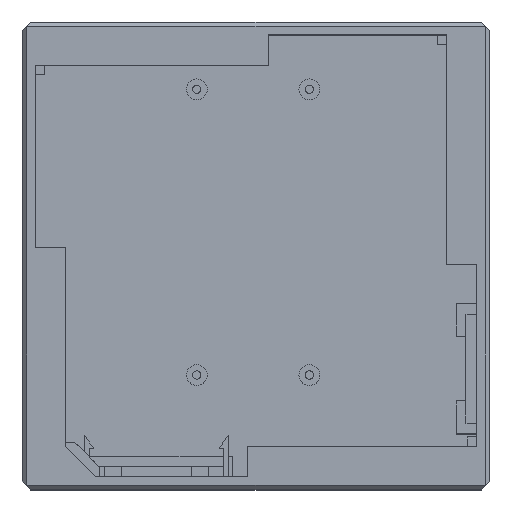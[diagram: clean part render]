
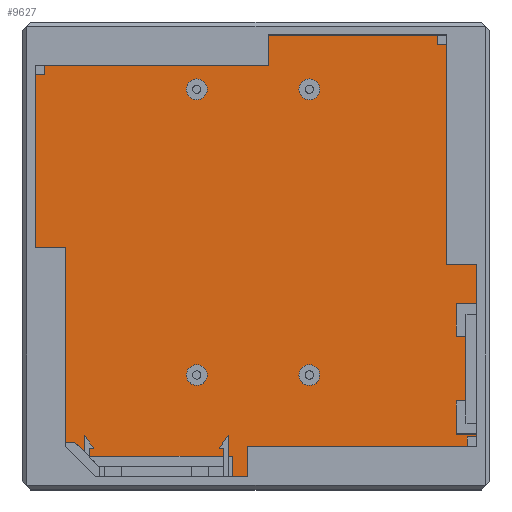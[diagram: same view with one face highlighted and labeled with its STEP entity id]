
A CAD part, top view. The second image highlights one B-rep face of the part: STEP entity #9627.
In plain terms, the highlighted planar face has unit normal (0, 0, 1).
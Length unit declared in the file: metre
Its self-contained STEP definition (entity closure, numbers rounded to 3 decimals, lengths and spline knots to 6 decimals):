
#309=CIRCLE('',#10181,0.0024);
#310=CIRCLE('',#10182,0.0024);
#311=CIRCLE('',#10183,0.0024);
#312=CIRCLE('',#10184,0.0024);
#880=ORIENTED_EDGE('',*,*,#3687,.F.);
#881=ORIENTED_EDGE('',*,*,#3688,.F.);
#882=ORIENTED_EDGE('',*,*,#3689,.F.);
#883=ORIENTED_EDGE('',*,*,#3690,.F.);
#884=ORIENTED_EDGE('',*,*,#3691,.T.);
#885=ORIENTED_EDGE('',*,*,#3692,.T.);
#886=ORIENTED_EDGE('',*,*,#3308,.T.);
#887=ORIENTED_EDGE('',*,*,#3537,.T.);
#888=ORIENTED_EDGE('',*,*,#3456,.T.);
#889=ORIENTED_EDGE('',*,*,#3533,.T.);
#890=ORIENTED_EDGE('',*,*,#3539,.T.);
#891=ORIENTED_EDGE('',*,*,#3444,.T.);
#892=ORIENTED_EDGE('',*,*,#3527,.F.);
#893=ORIENTED_EDGE('',*,*,#3541,.T.);
#894=ORIENTED_EDGE('',*,*,#3478,.T.);
#895=ORIENTED_EDGE('',*,*,#3489,.F.);
#896=ORIENTED_EDGE('',*,*,#3535,.T.);
#897=ORIENTED_EDGE('',*,*,#3467,.T.);
#898=ORIENTED_EDGE('',*,*,#3316,.T.);
#899=ORIENTED_EDGE('',*,*,#3693,.T.);
#3308=EDGE_CURVE('',#4736,#4737,#5694,.T.);
#3316=EDGE_CURVE('',#4745,#4744,#5702,.T.);
#3444=EDGE_CURVE('',#4861,#4860,#5830,.T.);
#3456=EDGE_CURVE('',#4873,#4872,#5842,.T.);
#3467=EDGE_CURVE('',#4883,#4745,#5853,.T.);
#3478=EDGE_CURVE('',#4893,#4892,#5864,.T.);
#3489=EDGE_CURVE('',#4902,#4892,#5875,.T.);
#3527=EDGE_CURVE('',#4938,#4860,#5913,.T.);
#3533=EDGE_CURVE('',#4872,#4942,#5919,.T.);
#3535=EDGE_CURVE('',#4902,#4883,#5921,.T.);
#3537=EDGE_CURVE('',#4737,#4873,#5923,.T.);
#3539=EDGE_CURVE('',#4942,#4861,#5925,.T.);
#3541=EDGE_CURVE('',#4938,#4893,#5927,.T.);
#3687=EDGE_CURVE('',#5068,#5068,#309,.T.);
#3688=EDGE_CURVE('',#5069,#5069,#310,.T.);
#3689=EDGE_CURVE('',#5070,#5070,#311,.T.);
#3690=EDGE_CURVE('',#5071,#5071,#312,.T.);
#3691=EDGE_CURVE('',#5072,#5073,#6065,.F.);
#3692=EDGE_CURVE('',#5073,#4736,#6066,.T.);
#3693=EDGE_CURVE('',#4744,#5072,#6067,.T.);
#4736=VERTEX_POINT('',#13102);
#4737=VERTEX_POINT('',#13103);
#4744=VERTEX_POINT('',#13117);
#4745=VERTEX_POINT('',#13119);
#4860=VERTEX_POINT('',#13373);
#4861=VERTEX_POINT('',#13375);
#4872=VERTEX_POINT('',#13398);
#4873=VERTEX_POINT('',#13400);
#4883=VERTEX_POINT('',#13422);
#4892=VERTEX_POINT('',#13442);
#4893=VERTEX_POINT('',#13444);
#4902=VERTEX_POINT('',#13464);
#4938=VERTEX_POINT('',#13539);
#4942=VERTEX_POINT('',#13550);
#5068=VERTEX_POINT('',#13859);
#5069=VERTEX_POINT('',#13861);
#5070=VERTEX_POINT('',#13863);
#5071=VERTEX_POINT('',#13865);
#5072=VERTEX_POINT('',#13867);
#5073=VERTEX_POINT('',#13868);
#5694=LINE('',#13101,#6834);
#5702=LINE('',#13118,#6842);
#5830=LINE('',#13374,#6970);
#5842=LINE('',#13399,#6982);
#5853=LINE('',#13421,#6993);
#5864=LINE('',#13443,#7004);
#5875=LINE('',#13465,#7015);
#5913=LINE('',#13540,#7053);
#5919=LINE('',#13551,#7059);
#5921=LINE('',#13554,#7061);
#5923=LINE('',#13557,#7063);
#5925=LINE('',#13560,#7065);
#5927=LINE('',#13563,#7067);
#6065=LINE('',#13866,#7205);
#6066=LINE('',#13869,#7206);
#6067=LINE('',#13870,#7207);
#6834=VECTOR('',#10753,1.);
#6842=VECTOR('',#10761,1.);
#6970=VECTOR('',#10913,1.);
#6982=VECTOR('',#10927,1.);
#6993=VECTOR('',#10940,1.);
#7004=VECTOR('',#10953,1.);
#7015=VECTOR('',#10966,1.);
#7053=VECTOR('',#11006,1.);
#7059=VECTOR('',#11014,1.);
#7061=VECTOR('',#11018,1.);
#7063=VECTOR('',#11022,1.);
#7065=VECTOR('',#11026,1.);
#7067=VECTOR('',#11030,1.);
#7205=VECTOR('',#11210,1.);
#7206=VECTOR('',#11211,1.);
#7207=VECTOR('',#11212,1.);
#8024=EDGE_LOOP('',(#880));
#8025=EDGE_LOOP('',(#881));
#8026=EDGE_LOOP('',(#882));
#8027=EDGE_LOOP('',(#883));
#8028=EDGE_LOOP('',(#884,#885,#886,#887,#888,#889,#890,#891,#892,#893,#894,
#895,#896,#897,#898,#899));
#8640=FACE_BOUND('',#8024,.T.);
#8641=FACE_BOUND('',#8025,.T.);
#8642=FACE_BOUND('',#8026,.T.);
#8643=FACE_BOUND('',#8027,.T.);
#8644=FACE_BOUND('',#8028,.T.);
#9234=PLANE('',#10180);
#9627=ADVANCED_FACE('',(#8640,#8641,#8642,#8643,#8644),#9234,.T.);
#10180=AXIS2_PLACEMENT_3D('',#13857,#11200,#11201);
#10181=AXIS2_PLACEMENT_3D('',#13858,#11202,#11203);
#10182=AXIS2_PLACEMENT_3D('',#13860,#11204,#11205);
#10183=AXIS2_PLACEMENT_3D('',#13862,#11206,#11207);
#10184=AXIS2_PLACEMENT_3D('',#13864,#11208,#11209);
#10753=DIRECTION('',(0.,1.,0.));
#10761=DIRECTION('',(0.,1.,0.));
#10913=DIRECTION('',(-1.,0.,0.));
#10927=DIRECTION('',(0.,1.,0.));
#10940=DIRECTION('',(1.,0.,0.));
#10953=DIRECTION('',(0.,-1.,0.));
#10966=DIRECTION('',(-1.,0.,0.));
#11006=DIRECTION('',(0.,1.,0.));
#11014=DIRECTION('',(-1.,0.,0.));
#11018=DIRECTION('',(0.,1.,0.));
#11022=DIRECTION('',(-1.,0.,0.));
#11026=DIRECTION('',(0.,-1.,0.));
#11030=DIRECTION('',(1.,0.,0.));
#11200=DIRECTION('',(0.,0.,1.));
#11201=DIRECTION('',(1.,0.,0.));
#11202=DIRECTION('',(0.,0.,1.));
#11203=DIRECTION('',(1.,0.,0.));
#11204=DIRECTION('',(0.,0.,1.));
#11205=DIRECTION('',(1.,0.,0.));
#11206=DIRECTION('',(0.,0.,1.));
#11207=DIRECTION('',(1.,0.,0.));
#11208=DIRECTION('',(0.,0.,1.));
#11209=DIRECTION('',(1.,0.,0.));
#11210=DIRECTION('',(0.,-1.,0.));
#11211=DIRECTION('',(1.,0.,0.));
#11212=DIRECTION('',(-1.,0.,0.));
#13101=CARTESIAN_POINT('',(0.051,0.,0.003));
#13102=CARTESIAN_POINT('',(0.051,-0.010925,0.003));
#13103=CARTESIAN_POINT('',(0.051,-0.002,0.003));
#13117=CARTESIAN_POINT('',(0.051,-0.041075,0.003));
#13118=CARTESIAN_POINT('',(0.051,0.,0.003));
#13119=CARTESIAN_POINT('',(0.051,-0.044,0.003));
#13373=CARTESIAN_POINT('',(-0.051,0.044,0.003));
#13374=CARTESIAN_POINT('',(0.,0.044,0.003));
#13375=CARTESIAN_POINT('',(0.002881,0.044,0.003));
#13398=CARTESIAN_POINT('',(0.044,0.051,0.003));
#13399=CARTESIAN_POINT('',(0.044,0.,0.003));
#13400=CARTESIAN_POINT('',(0.044,-0.002,0.003));
#13421=CARTESIAN_POINT('',(0.,-0.044,0.003));
#13422=CARTESIAN_POINT('',(-0.002,-0.044,0.003));
#13442=CARTESIAN_POINT('',(-0.044,-0.051,0.003));
#13443=CARTESIAN_POINT('',(-0.044,0.,0.003));
#13444=CARTESIAN_POINT('',(-0.044,0.002,0.003));
#13464=CARTESIAN_POINT('',(-0.002,-0.051,0.003));
#13465=CARTESIAN_POINT('',(0.,-0.051,0.003));
#13539=CARTESIAN_POINT('',(-0.051,0.002,0.003));
#13540=CARTESIAN_POINT('',(-0.051,0.,0.003));
#13550=CARTESIAN_POINT('',(0.002881,0.051,0.003));
#13551=CARTESIAN_POINT('',(0.,0.051,0.003));
#13554=CARTESIAN_POINT('',(-0.002,0.,0.003));
#13557=CARTESIAN_POINT('',(0.,-0.002,0.003));
#13560=CARTESIAN_POINT('',(0.002881,0.,0.003));
#13563=CARTESIAN_POINT('',(0.,0.002,0.003));
#13857=CARTESIAN_POINT('',(0.,0.,0.003));
#13858=CARTESIAN_POINT('',(0.012323,0.038546,0.003));
#13859=CARTESIAN_POINT('',(0.014723,0.038546,0.003));
#13860=CARTESIAN_POINT('',(-0.013677,-0.027454,0.003));
#13861=CARTESIAN_POINT('',(-0.011277,-0.027454,0.003));
#13862=CARTESIAN_POINT('',(0.012323,-0.027454,0.003));
#13863=CARTESIAN_POINT('',(0.014723,-0.027454,0.003));
#13864=CARTESIAN_POINT('',(-0.013677,0.038546,0.003));
#13865=CARTESIAN_POINT('',(-0.011277,0.038546,0.003));
#13866=CARTESIAN_POINT('',(0.05025,0.,0.003));
#13867=CARTESIAN_POINT('',(0.05025,-0.041075,0.003));
#13868=CARTESIAN_POINT('',(0.05025,-0.010925,0.003));
#13869=CARTESIAN_POINT('',(0.04865,-0.010925,0.003));
#13870=CARTESIAN_POINT('',(0.,-0.041075,0.003));
